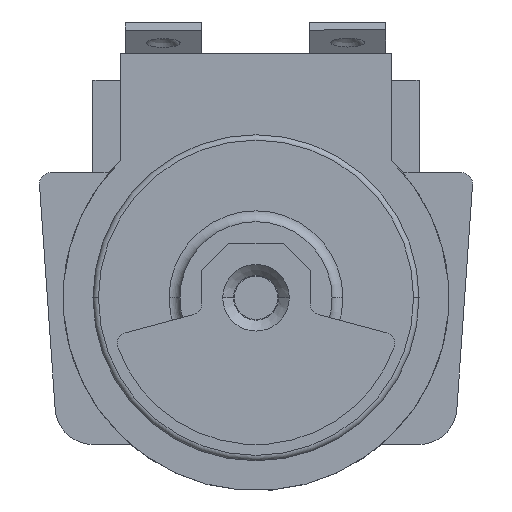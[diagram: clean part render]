
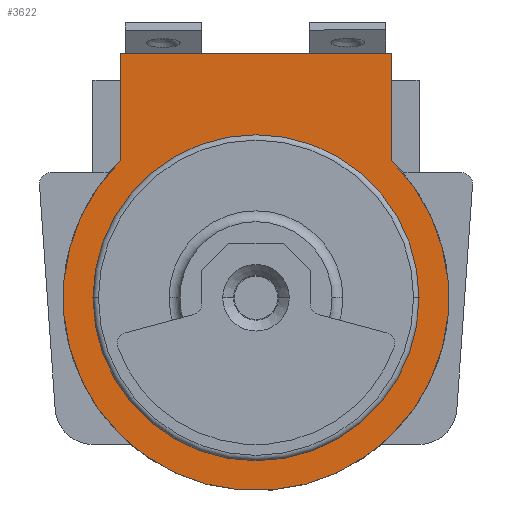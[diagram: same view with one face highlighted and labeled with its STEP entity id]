
A CAD part, front view. The second image highlights one B-rep face of the part: STEP entity #3622.
In plain terms, the highlighted planar face has unit normal (0, -1, 0).
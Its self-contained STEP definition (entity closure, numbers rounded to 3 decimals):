
#3131=CARTESIAN_POINT('',(0.,-4.95,0.));
#3132=DIRECTION('',(0.,-1.,0.));
#3133=DIRECTION('',(1.,0.,0.));
#3134=AXIS2_PLACEMENT_3D('',#3131,#3132,#3133);
#3136=CARTESIAN_POINT('',(0.,-4.95,0.));
#3137=DIRECTION('',(0.,-1.,0.));
#3138=DIRECTION('',(-1.,0.,0.));
#3139=AXIS2_PLACEMENT_3D('',#3136,#3137,#3138);
#3141=DIRECTION('',(-1.,0.,0.));
#3142=VECTOR('',#3141,1.98);
#3143=CARTESIAN_POINT('',(-2.52,-4.95,-2.5));
#3144=LINE('',#3143,#3142);
#3145=DIRECTION('',(0.,0.,1.));
#3146=VECTOR('',#3145,5.);
#3147=CARTESIAN_POINT('',(-4.5,-4.95,-2.5));
#3148=LINE('',#3147,#3146);
#3149=DIRECTION('',(1.,0.,0.));
#3150=VECTOR('',#3149,1.98);
#3151=CARTESIAN_POINT('',(-4.5,-4.95,2.5));
#3152=LINE('',#3151,#3150);
#3278=CARTESIAN_POINT('',(0.,-4.95,0.));
#3279=DIRECTION('',(0.,-1.,0.));
#3280=DIRECTION('',(-0.71,0.,-0.704));
#3281=AXIS2_PLACEMENT_3D('',#3278,#3279,#3280);
#3489=CARTESIAN_POINT('',(3.,-4.95,0.));
#3490=CARTESIAN_POINT('',(-3.,-4.95,0.));
#3491=VERTEX_POINT('',#3489);
#3492=VERTEX_POINT('',#3490);
#3543=CARTESIAN_POINT('',(-4.5,-4.95,-2.5));
#3544=CARTESIAN_POINT('',(-4.5,-4.95,2.5));
#3545=VERTEX_POINT('',#3543);
#3546=VERTEX_POINT('',#3544);
#3547=CARTESIAN_POINT('',(-2.52,-4.95,2.5));
#3548=VERTEX_POINT('',#3547);
#3549=CARTESIAN_POINT('',(-2.52,-4.95,-2.5));
#3550=VERTEX_POINT('',#3549);
#3601=CARTESIAN_POINT('',(0.,-4.95,0.));
#3602=DIRECTION('',(0.,1.,0.));
#3603=DIRECTION('',(1.,0.,0.));
#3604=AXIS2_PLACEMENT_3D('',#3601,#3602,#3603);
#3605=PLANE('',#3604);
#3607=ORIENTED_EDGE('',*,*,#3606,.F.);
#3609=ORIENTED_EDGE('',*,*,#3608,.T.);
#3611=ORIENTED_EDGE('',*,*,#3610,.T.);
#3613=ORIENTED_EDGE('',*,*,#3612,.T.);
#3614=EDGE_LOOP('',(#3607,#3609,#3611,#3613));
#3615=FACE_OUTER_BOUND('',#3614,.F.);
#3617=ORIENTED_EDGE('',*,*,#3616,.T.);
#3619=ORIENTED_EDGE('',*,*,#3618,.T.);
#3620=EDGE_LOOP('',(#3617,#3619));
#3621=FACE_BOUND('',#3620,.F.);
#3135=CIRCLE('',#3134,3.);
#3140=CIRCLE('',#3139,3.);
#3282=CIRCLE('',#3281,3.55);
#3606=EDGE_CURVE('',#3550,#3548,#3282,.T.);
#3608=EDGE_CURVE('',#3550,#3545,#3144,.T.);
#3610=EDGE_CURVE('',#3545,#3546,#3148,.T.);
#3612=EDGE_CURVE('',#3546,#3548,#3152,.T.);
#3616=EDGE_CURVE('',#3491,#3492,#3135,.T.);
#3618=EDGE_CURVE('',#3492,#3491,#3140,.T.);
#3622=ADVANCED_FACE('',(#3615,#3621),#3605,.F.);
